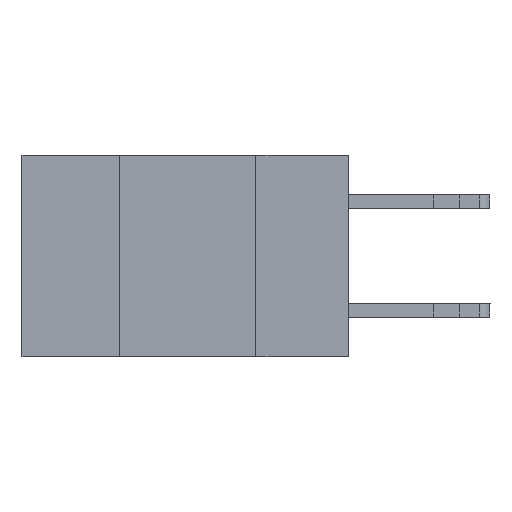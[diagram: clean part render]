
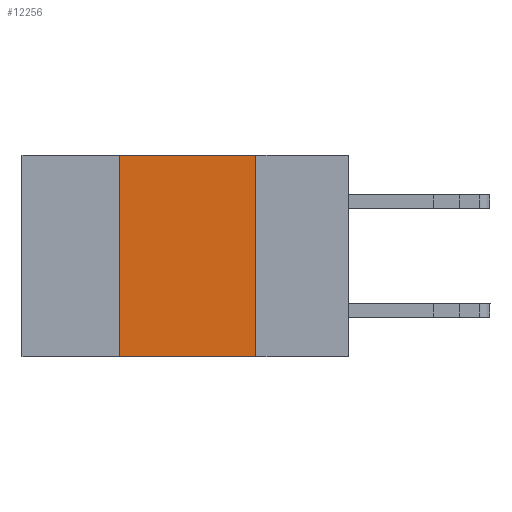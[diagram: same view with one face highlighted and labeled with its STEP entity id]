
A CAD part, left-side view. The second image highlights one B-rep face of the part: STEP entity #12256.
In plain terms, the highlighted planar face has unit normal (-1, 0, 0).
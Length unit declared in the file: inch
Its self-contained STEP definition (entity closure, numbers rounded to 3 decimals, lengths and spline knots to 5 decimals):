
#1 = EDGE_CURVE ( 'NONE', #7590, #773, #8531, .T. ) ;
#724 = VERTEX_POINT ( 'NONE', #11029 ) ;
#773 = VERTEX_POINT ( 'NONE', #12988 ) ;
#880 = VERTEX_POINT ( 'NONE', #1662 ) ;
#1577 = ORIENTED_EDGE ( 'NONE', *, *, #8369, .F. ) ;
#1662 = CARTESIAN_POINT ( 'NONE',  ( 0., 0.17, 0. ) ) ;
#3008 = DIRECTION ( 'NONE',  ( 0., 0., -1. ) ) ;
#3055 = CARTESIAN_POINT ( 'NONE',  ( 0., 0.17, -0.37 ) ) ;
#3138 = VECTOR ( 'NONE', #11828, 39.37008 ) ;
#4383 = EDGE_LOOP ( 'NONE', ( #1577, #9788, #12303, #14463 ) ) ;
#5322 = VECTOR ( 'NONE', #12960, 39.37008 ) ;
#7162 = EDGE_CURVE ( 'NONE', #7590, #724, #15218, .T. ) ;
#7523 = VECTOR ( 'NONE', #3008, 39.37008 ) ;
#7590 = VERTEX_POINT ( 'NONE', #8735 ) ;
#7907 = LINE ( 'NONE', #3055, #7523 ) ;
#8369 = EDGE_CURVE ( 'NONE', #880, #773, #7907, .T. ) ;
#8531 = LINE ( 'NONE', #10247, #5322 ) ;
#8735 = CARTESIAN_POINT ( 'NONE',  ( 0., 0.42, -0.37 ) ) ;
#9374 = CARTESIAN_POINT ( 'NONE',  ( 0., 0.6, 0. ) ) ;
#9478 = PLANE ( 'NONE',  #13412 ) ;
#9788 = ORIENTED_EDGE ( 'NONE', *, *, #12311, .F. ) ;
#10247 = CARTESIAN_POINT ( 'NONE',  ( 0., 0.6, -0.37 ) ) ;
#10558 = DIRECTION ( 'NONE',  ( 0., 0., -1. ) ) ;
#10591 = DIRECTION ( 'NONE',  ( 1., 0., 0. ) ) ;
#10593 = CARTESIAN_POINT ( 'NONE',  ( 0., 0.6, 0. ) ) ;
#11029 = CARTESIAN_POINT ( 'NONE',  ( 0., 0.42, 0. ) ) ;
#11417 = DIRECTION ( 'NONE',  ( 0., -1., 0. ) ) ;
#11828 = DIRECTION ( 'NONE',  ( 0., 0., 1. ) ) ;
#11845 = CARTESIAN_POINT ( 'NONE',  ( 0., 0.42, -0.37 ) ) ;
#12256 = ADVANCED_FACE ( 'NONE', ( #15747 ), #9478, .F. ) ;
#12298 = LINE ( 'NONE', #9374, #14692 ) ;
#12303 = ORIENTED_EDGE ( 'NONE', *, *, #7162, .F. ) ;
#12311 = EDGE_CURVE ( 'NONE', #724, #880, #12298, .T. ) ;
#12960 = DIRECTION ( 'NONE',  ( 0., -1., 0. ) ) ;
#12988 = CARTESIAN_POINT ( 'NONE',  ( 0., 0.17, -0.37 ) ) ;
#13412 = AXIS2_PLACEMENT_3D ( 'NONE', #10593, #10591, #10558 ) ;
#14463 = ORIENTED_EDGE ( 'NONE', *, *, #1, .T. ) ;
#14692 = VECTOR ( 'NONE', #11417, 39.37008 ) ;
#15218 = LINE ( 'NONE', #11845, #3138 ) ;
#15747 = FACE_OUTER_BOUND ( 'NONE', #4383, .T. ) ;
